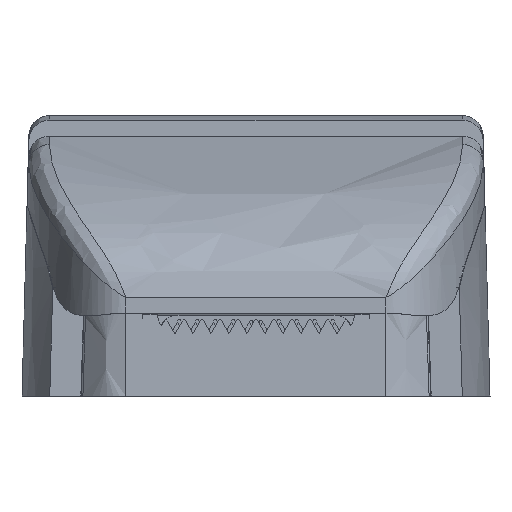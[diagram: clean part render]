
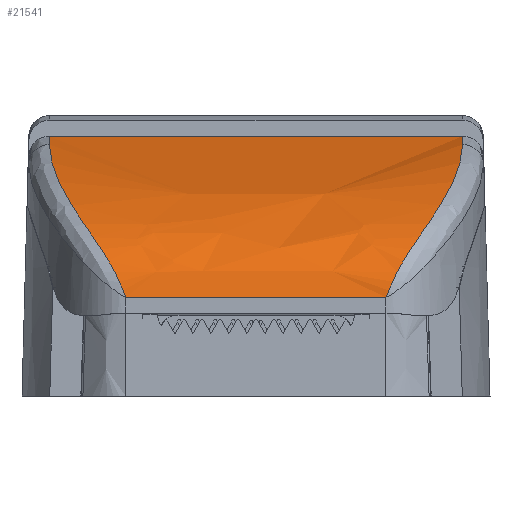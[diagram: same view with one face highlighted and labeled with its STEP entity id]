
A CAD part, left-side view. The second image highlights one B-rep face of the part: STEP entity #21541.
In plain terms, the highlighted face is a extrusion surface.
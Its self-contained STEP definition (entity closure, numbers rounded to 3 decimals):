
#17823=CARTESIAN_POINT('',(-89.712,12.5,11.));
#18201=CARTESIAN_POINT('',(-62.901,-19.877,
25.725));
#18202=CARTESIAN_POINT('',(-62.108,-19.873,
25.887));
#18203=CARTESIAN_POINT('',(-60.52,-19.865,
26.183));
#18204=CARTESIAN_POINT('',(-58.935,-19.859,
26.42));
#18205=CARTESIAN_POINT('',(-58.145,-19.857,
26.522));
#18207=CARTESIAN_POINT('',(-89.712,-12.5,11.));
#18208=CARTESIAN_POINT('',(-89.709,-12.541,
11.101));
#18209=CARTESIAN_POINT('',(-89.698,-12.624,
11.308));
#18210=CARTESIAN_POINT('',(-89.664,-12.746,
11.61));
#18211=CARTESIAN_POINT('',(-89.604,-12.886,
11.953));
#18212=CARTESIAN_POINT('',(-89.511,-13.044,
12.325));
#18213=CARTESIAN_POINT('',(-89.379,-13.224,
12.729));
#18214=CARTESIAN_POINT('',(-89.2,-13.427,
13.158));
#18215=CARTESIAN_POINT('',(-88.973,-13.651,
13.6));
#18216=CARTESIAN_POINT('',(-88.694,-13.897,
14.054));
#18217=CARTESIAN_POINT('',(-88.355,-14.168,
14.525));
#18218=CARTESIAN_POINT('',(-87.949,-14.464,
15.012));
#18219=CARTESIAN_POINT('',(-87.472,-14.782,
15.512));
#18220=CARTESIAN_POINT('',(-86.923,-15.117,
16.019));
#18221=CARTESIAN_POINT('',(-86.294,-15.468,
16.538));
#18222=CARTESIAN_POINT('',(-85.571,-15.837,
17.074));
#18223=CARTESIAN_POINT('',(-84.75,-16.219,
17.625));
#18224=CARTESIAN_POINT('',(-83.829,-16.607,
18.187));
#18225=CARTESIAN_POINT('',(-82.791,-17.001,
18.767));
#18226=CARTESIAN_POINT('',(-81.622,-17.398,
19.369));
#18227=CARTESIAN_POINT('',(-80.327,-17.79,
19.987));
#18228=CARTESIAN_POINT('',(-78.882,-18.174,
20.631));
#18229=CARTESIAN_POINT('',(-77.278,-18.542,
21.305));
#18230=CARTESIAN_POINT('',(-75.499,-18.887,
22.011));
#18231=CARTESIAN_POINT('',(-73.511,-19.203,
22.748));
#18232=CARTESIAN_POINT('',(-71.294,-19.479,
23.506));
#18233=CARTESIAN_POINT('',(-68.814,-19.701,
24.273));
#18234=CARTESIAN_POINT('',(-66.045,-19.85,
25.028));
#18235=CARTESIAN_POINT('',(-63.984,-19.883,
25.503));
#18236=CARTESIAN_POINT('',(-62.901,-19.877,
25.725));
#18238=DIRECTION('',(0.,1.,0.));
#18239=VECTOR('',#18238,25.);
#18240=CARTESIAN_POINT('',(-89.712,-12.5,11.));
#18241=LINE('',#18240,#18239);
#18242=CARTESIAN_POINT('',(-89.712,12.5,11.));
#18243=CARTESIAN_POINT('',(-89.709,12.541,
11.101));
#18244=CARTESIAN_POINT('',(-89.698,12.624,
11.308));
#18245=CARTESIAN_POINT('',(-89.664,12.746,
11.61));
#18246=CARTESIAN_POINT('',(-89.604,12.886,
11.953));
#18247=CARTESIAN_POINT('',(-89.511,13.044,
12.325));
#18248=CARTESIAN_POINT('',(-89.379,13.224,
12.729));
#18249=CARTESIAN_POINT('',(-89.2,13.427,
13.158));
#18250=CARTESIAN_POINT('',(-88.973,13.651,
13.6));
#18251=CARTESIAN_POINT('',(-88.694,13.897,
14.054));
#18252=CARTESIAN_POINT('',(-88.355,14.168,
14.525));
#18253=CARTESIAN_POINT('',(-87.949,14.464,
15.012));
#18254=CARTESIAN_POINT('',(-87.472,14.782,
15.512));
#18255=CARTESIAN_POINT('',(-86.923,15.117,
16.019));
#18256=CARTESIAN_POINT('',(-86.294,15.468,
16.538));
#18257=CARTESIAN_POINT('',(-85.571,15.837,
17.074));
#18258=CARTESIAN_POINT('',(-84.75,16.219,
17.625));
#18259=CARTESIAN_POINT('',(-83.829,16.607,
18.187));
#18260=CARTESIAN_POINT('',(-82.791,17.001,
18.767));
#18261=CARTESIAN_POINT('',(-81.622,17.398,
19.369));
#18262=CARTESIAN_POINT('',(-80.327,17.79,
19.987));
#18263=CARTESIAN_POINT('',(-78.882,18.174,
20.631));
#18264=CARTESIAN_POINT('',(-77.278,18.542,
21.305));
#18265=CARTESIAN_POINT('',(-75.499,18.887,
22.011));
#18266=CARTESIAN_POINT('',(-73.511,19.203,
22.748));
#18267=CARTESIAN_POINT('',(-71.294,19.479,
23.506));
#18268=CARTESIAN_POINT('',(-68.814,19.701,
24.273));
#18269=CARTESIAN_POINT('',(-66.045,19.85,
25.028));
#18270=CARTESIAN_POINT('',(-63.984,19.883,
25.503));
#18271=CARTESIAN_POINT('',(-62.901,19.877,
25.725));
#18273=CARTESIAN_POINT('',(-62.901,19.877,
25.725));
#18274=CARTESIAN_POINT('',(-62.108,19.873,
25.887));
#18275=CARTESIAN_POINT('',(-60.52,19.865,
26.183));
#18276=CARTESIAN_POINT('',(-58.935,19.859,
26.42));
#18277=CARTESIAN_POINT('',(-58.145,19.857,
26.522));
#18303=DIRECTION('',(0.,1.,0.));
#18304=VECTOR('',#18303,39.714);
#18305=CARTESIAN_POINT('',(-58.145,-19.857,
26.522));
#18306=LINE('',#18305,#18304);
#19469=CARTESIAN_POINT('',(-58.145,19.857,
26.522));
#20106=CARTESIAN_POINT('',(-89.712,-12.5,11.));
#20423=CARTESIAN_POINT('',(-58.145,-19.857,
26.522));
#20545=VERTEX_POINT('',#17823);
#20547=VERTEX_POINT('',#18271);
#20638=VERTEX_POINT('',#19469);
#20735=VERTEX_POINT('',#20106);
#20737=VERTEX_POINT('',#18236);
#20824=VERTEX_POINT('',#20423);
#21518=CARTESIAN_POINT('',(-89.708,-50.,10.623));
#21519=CARTESIAN_POINT('',(-89.714,-50.,10.749));
#21520=CARTESIAN_POINT('',(-89.754,-50.,15.205));
#21521=CARTESIAN_POINT('',(-79.163,-50.,21.334));
#21522=CARTESIAN_POINT('',(-64.906,-50.,25.69));
#21523=CARTESIAN_POINT('',(-57.768,-50.,26.57));
#21525=DIRECTION('',(0.,-1.,0.));
#21526=VECTOR('',#21525,1.);
#21527=SURFACE_OF_LINEAR_EXTRUSION('',#21524,#21526);
#21529=ORIENTED_EDGE('',*,*,#21528,.F.);
#21531=ORIENTED_EDGE('',*,*,#21530,.F.);
#21533=ORIENTED_EDGE('',*,*,#21532,.F.);
#21534=ORIENTED_EDGE('',*,*,#21509,.T.);
#21536=ORIENTED_EDGE('',*,*,#21535,.T.);
#21538=ORIENTED_EDGE('',*,*,#21537,.T.);
#21539=EDGE_LOOP('',(#21529,#21531,#21533,#21534,#21536,#21538));
#21540=FACE_OUTER_BOUND('',#21539,.F.);
#21541=ADVANCED_FACE('',(#21540),#21527,.F.);
#18206=B_SPLINE_CURVE_WITH_KNOTS('',3,(#18201,#18202,#18203,#18204,#18205),
.UNSPECIFIED.,.F.,.F.,(4,1,4),(0.,0.5,1.),.UNSPECIFIED.);
#18237=B_SPLINE_CURVE_WITH_KNOTS('',3,(#18207,#18208,#18209,#18210,#18211,
#18212,#18213,#18214,#18215,#18216,#18217,#18218,#18219,#18220,#18221,#18222,
#18223,#18224,#18225,#18226,#18227,#18228,#18229,#18230,#18231,#18232,#18233,
#18234,#18235,#18236),.UNSPECIFIED.,.F.,.F.,(4,1,1,1,1,1,1,1,1,1,1,1,1,1,1,1,1,
1,1,1,1,1,1,1,1,1,1,4),(0.,0.037,0.074,
0.111,0.148,0.185,0.222,
0.259,0.296,0.333,0.37,
0.407,0.444,0.481,0.519,
0.556,0.593,0.63,0.667,
0.704,0.741,0.778,0.815,
0.852,0.889,0.926,0.963,1.),
.UNSPECIFIED.);
#18272=B_SPLINE_CURVE_WITH_KNOTS('',3,(#18242,#18243,#18244,#18245,#18246,
#18247,#18248,#18249,#18250,#18251,#18252,#18253,#18254,#18255,#18256,#18257,
#18258,#18259,#18260,#18261,#18262,#18263,#18264,#18265,#18266,#18267,#18268,
#18269,#18270,#18271),.UNSPECIFIED.,.F.,.F.,(4,1,1,1,1,1,1,1,1,1,1,1,1,1,1,1,1,
1,1,1,1,1,1,1,1,1,1,4),(0.,0.037,0.074,
0.111,0.148,0.185,0.222,
0.259,0.296,0.333,0.37,
0.407,0.444,0.481,0.519,
0.556,0.593,0.63,0.667,
0.704,0.741,0.778,0.815,
0.852,0.889,0.926,0.963,1.),
.UNSPECIFIED.);
#18278=B_SPLINE_CURVE_WITH_KNOTS('',3,(#18273,#18274,#18275,#18276,#18277),
.UNSPECIFIED.,.F.,.F.,(4,1,4),(0.,0.5,1.),.UNSPECIFIED.);
#21509=EDGE_CURVE('',#20735,#20545,#18241,.T.);
#21524=B_SPLINE_CURVE_WITH_KNOTS('',3,(#21518,#21519,#21520,#21521,#21522,
#21523),.UNSPECIFIED.,.F.,.F.,(4,1,1,4),(0.,0.015,
0.516,1.),.UNSPECIFIED.);
#21528=EDGE_CURVE('',#20824,#20638,#18306,.T.);
#21530=EDGE_CURVE('',#20737,#20824,#18206,.T.);
#21532=EDGE_CURVE('',#20735,#20737,#18237,.T.);
#21535=EDGE_CURVE('',#20545,#20547,#18272,.T.);
#21537=EDGE_CURVE('',#20547,#20638,#18278,.T.);
